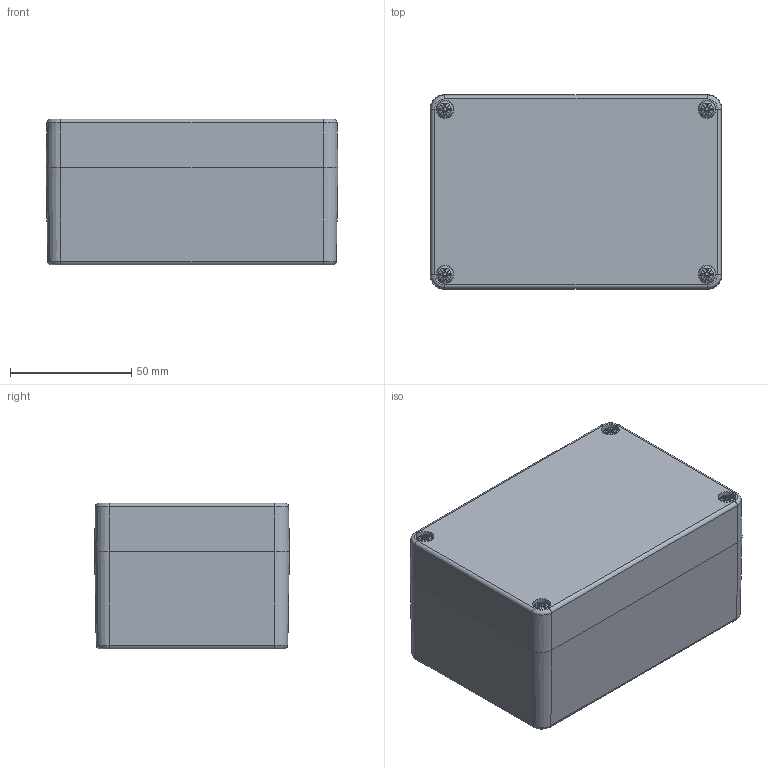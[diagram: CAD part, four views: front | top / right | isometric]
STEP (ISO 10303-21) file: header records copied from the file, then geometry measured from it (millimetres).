
FILE_DESCRIPTION((''),'2;1');
FILE_NAME('0302102300-MBM_128060-K (40-20)_VE.stp','2015-12-22T15:09:05',('robin.rentz'),(''),'Autodesk Inventor 2012','Autodesk Inventor 2012','');
FILE_SCHEMA(('AUTOMOTIVE_DESIGN { 1 2 10303 214 0 1 1 1 }'));
Length unit declared in the file: millimetre
Products named in the file (6): 0302102300-MBM_128060-K (40-20)_VE; 0301102102-UT_128040-6N_VE; 0302101701-OT_128020-K_VE; xxx-O-Ring--OT--MBM-MBT_128020; 1990000276 Schraube BM4x12_6; 1990000007 M4 Gewindebuchse
Assembly tree (11 placements, depth 2):
  0302102300-MBM_128060-K (40-20)_VE
    0301102102-UT_128040-6N_VE
    0302101701-OT_128020-K_VE
    xxx-O-Ring--OT--MBM-MBT_128020
    1990000276 Schraube BM4x12_6  x4
    1990000007 M4 Gewindebuchse  x4
Bounding box: 120.3 x 80.3 x 60 mm (x, y, z)
Volume: 146481.4 mm3; surface area: 103445.4 mm2
Topology: 11 solids, 11 shells, 1632 faces, 3954 edges, 2400 vertices
Faces by surface type: plane 611, cylinder 431, cone 372, torus 171, bspline 40, sphere 7
Full cylindrical faces by diameter (mm): 3.242 x4, 3.3 x4, 4 x4, 4.4 x4, 4.5 x8, 4.8 x4, 5.1 x4, 6.8 x4, 7 x4, 7.4 x4, 7.5 x4
Entity records: 24543 total; most frequent: CARTESIAN_POINT 5357, DIRECTION 4277, ORIENTED_EDGE 3788, EDGE_CURVE 1894, AXIS2_PLACEMENT_3D 1751, VERTEX_POINT 1191, EDGE_LOOP 953, CIRCLE 923
